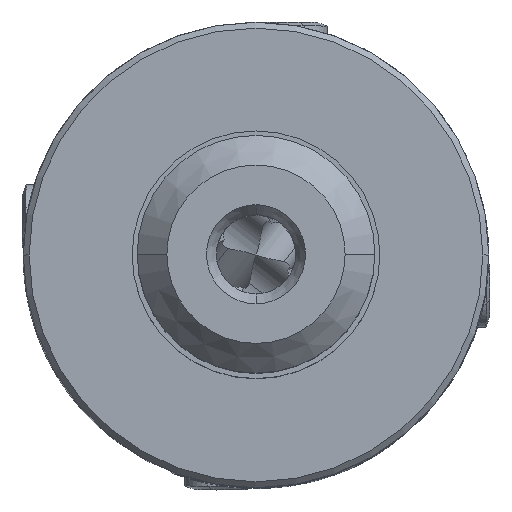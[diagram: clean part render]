
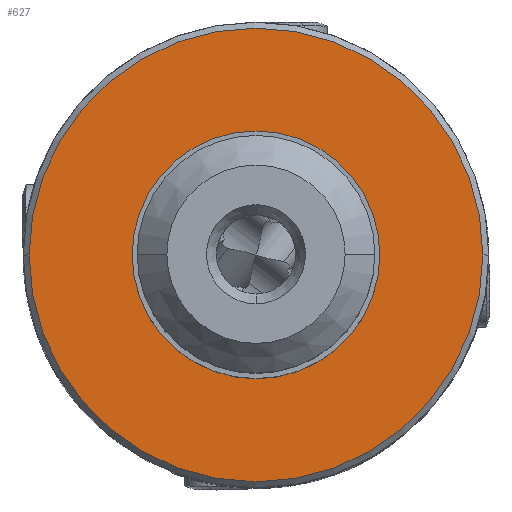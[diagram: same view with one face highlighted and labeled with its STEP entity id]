
A CAD part, top view. The second image highlights one B-rep face of the part: STEP entity #627.
In plain terms, the highlighted planar face has unit normal (0, 0, 1).
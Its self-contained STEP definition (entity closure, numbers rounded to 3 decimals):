
#181=FACE_BOUND('',#1689,.T.);
#182=FACE_BOUND('',#1690,.T.);
#355=PLANE('',#8710);
#627=ADVANCED_FACE('',(#181,#182),#355,.T.);
#1689=EDGE_LOOP('',(#4715,#4716,#4717,#4718));
#1690=EDGE_LOOP('',(#4719,#4720));
#2853=CIRCLE('',#8703,11.45);
#2854=CIRCLE('',#8704,11.45);
#2855=CIRCLE('',#8706,11.45);
#2856=CIRCLE('',#8707,11.45);
#2857=CIRCLE('',#8708,6.25);
#2858=CIRCLE('',#8709,6.25);
#4715=ORIENTED_EDGE('',*,*,#7281,.F.);
#4716=ORIENTED_EDGE('',*,*,#7282,.F.);
#4717=ORIENTED_EDGE('',*,*,#7280,.F.);
#4718=ORIENTED_EDGE('',*,*,#7279,.F.);
#4719=ORIENTED_EDGE('',*,*,#7283,.F.);
#4720=ORIENTED_EDGE('',*,*,#7284,.F.);
#6203=VERTEX_POINT('',#17516);
#6204=VERTEX_POINT('',#17518);
#6205=VERTEX_POINT('',#17520);
#6206=VERTEX_POINT('',#17524);
#6207=VERTEX_POINT('',#17527);
#6208=VERTEX_POINT('',#17528);
#7279=EDGE_CURVE('',#6204,#6205,#2853,.T.);
#7280=EDGE_CURVE('',#6205,#6203,#2854,.T.);
#7281=EDGE_CURVE('',#6206,#6204,#2855,.T.);
#7282=EDGE_CURVE('',#6203,#6206,#2856,.T.);
#7283=EDGE_CURVE('',#6207,#6208,#2857,.T.);
#7284=EDGE_CURVE('',#6208,#6207,#2858,.T.);
#8703=AXIS2_PLACEMENT_3D('',#17519,#10386,#10387);
#8704=AXIS2_PLACEMENT_3D('',#17521,#10388,#10389);
#8706=AXIS2_PLACEMENT_3D('',#17523,#10392,#10393);
#8707=AXIS2_PLACEMENT_3D('',#17525,#10394,#10395);
#8708=AXIS2_PLACEMENT_3D('',#17526,#10396,#10397);
#8709=AXIS2_PLACEMENT_3D('',#17529,#10398,#10399);
#8710=AXIS2_PLACEMENT_3D('',#17530,#10400,#10401);
#10386=DIRECTION('',(0.,0.,-1.));
#10387=DIRECTION('',(1.,0.,0.));
#10388=DIRECTION('',(0.,0.,-1.));
#10389=DIRECTION('',(0.,-1.,0.));
#10392=DIRECTION('',(0.,0.,-1.));
#10393=DIRECTION('',(0.,1.,0.));
#10394=DIRECTION('',(0.,0.,-1.));
#10395=DIRECTION('',(-1.,0.,0.));
#10396=DIRECTION('',(0.,0.,1.));
#10397=DIRECTION('',(1.,0.,0.));
#10398=DIRECTION('',(0.,0.,1.));
#10399=DIRECTION('',(-1.,0.,0.));
#10400=DIRECTION('',(0.,0.,1.));
#10401=DIRECTION('',(-1.,0.,0.));
#17516=CARTESIAN_POINT('',(-11.45,0.,0.));
#17518=CARTESIAN_POINT('',(11.45,0.,0.));
#17519=CARTESIAN_POINT('',(0.,0.,0.));
#17520=CARTESIAN_POINT('',(0.,-11.45,0.));
#17521=CARTESIAN_POINT('',(0.,0.,0.));
#17523=CARTESIAN_POINT('',(0.,0.,0.));
#17524=CARTESIAN_POINT('',(0.,11.45,0.));
#17525=CARTESIAN_POINT('',(0.,0.,0.));
#17526=CARTESIAN_POINT('',(0.,0.,0.));
#17527=CARTESIAN_POINT('',(6.25,0.,0.));
#17528=CARTESIAN_POINT('',(-6.25,0.,0.));
#17529=CARTESIAN_POINT('',(0.,0.,0.));
#17530=CARTESIAN_POINT('',(0.,0.001,0.));
